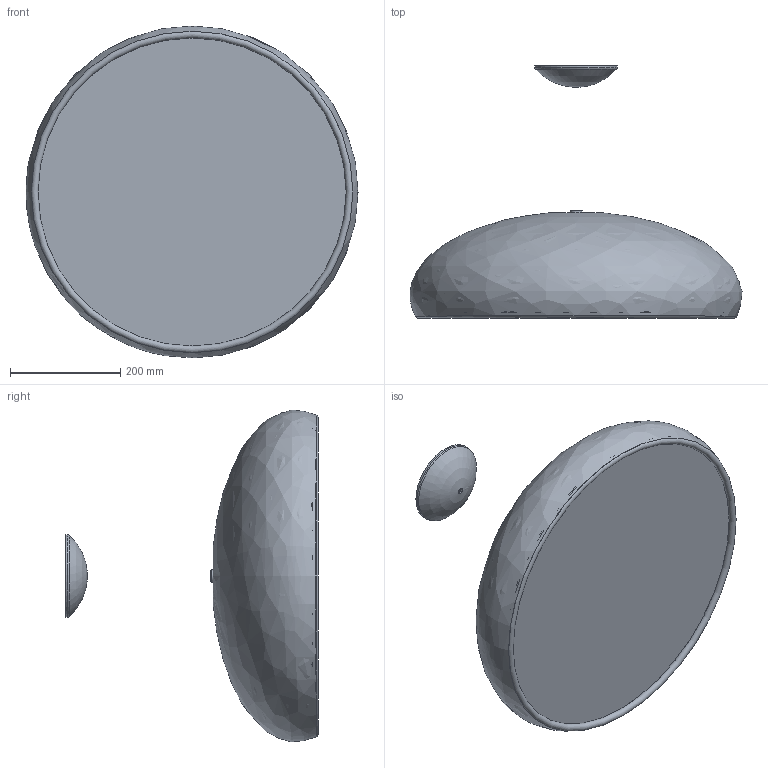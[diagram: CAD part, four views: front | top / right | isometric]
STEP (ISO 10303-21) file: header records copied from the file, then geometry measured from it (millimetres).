
FILE_DESCRIPTION(/* description */ (''),/* implementation_level */ '2;1');
FILE_NAME(/* name */ 'F419685350xxNE.stp',/* time_stamp */ '2020-01-21T12:11:13+01:00',/* author */ ('sghezzi'),/* organization */ (''),/* preprocessor_version */ 'ST-DEVELOPER v17.2',/* originating_system */ 'Autodesk Inventor 2019',/* authorisation */ '');
FILE_SCHEMA (('AUTOMOTIVE_DESIGN { 1 0 10303 214 3 1 1 }'));
Length unit declared in the file: millimetre
Products named in the file (17): Assieme 4196 con imbuto; 007419600 Piatta sopra con imbuto; 003419600 diff Pangen 582; Assieme Rosone nuovo Pangen; 007419612 USA; 003419601; 007419614; 007419616; 006080611_RACC_M.08.09.11-00_OTT_FRES; nuovo distanziale; Centro con imposta d.70; Coperchio centro con imposta; 007418804; 006600333 RONDELLA LI M10X1X40X2 ACCIAIO CR; 006358002; LAMPADINA LONGLIFE DULUX EL 20W (100W); PL_P10C_750V_E27_CERAMICO PER 4196
Assembly tree (21 placements, depth 3):
  Assieme 4196 con imbuto
    007419600 Piatta sopra con imbuto
    003419600 diff Pangen 582
    Assieme Rosone nuovo Pangen
      007419612 USA
      003419601
      007419614
      007419616
      006080611_RACC_M.08.09.11-00_OTT_FRES
    nuovo distanziale
    Centro con imposta d.70
    Coperchio centro con imposta
    007418804
    006600333 RONDELLA LI M10X1X40X2 ACCIAIO CR  x2
    006358002
    LAMPADINA LONGLIFE DULUX EL 20W (100W)  x3
    PL_P10C_750V_E27_CERAMICO PER 4196  x3
Bounding box: 602.71 x 458.24 x 602.43 mm (x, y, z)
Volume: 1923575.2 mm3; surface area: 2694444.8 mm2
Topology: 20 solids, 22 shells, 289 faces, 667 edges, 462 vertices
Faces by surface type: plane 141, cylinder 110, cone 21, bspline 9, torus 6, sphere 2
Full cylindrical faces by diameter (mm): 2.5 x2, 3 x3, 4 x9, 4.2 x1, 6 x1, 7 x2, 8 x2, 8.917 x2, 9 x2, 10 x9, 10.5 x3, 11 x18, 13 x1, 14.5 x1, 15 x2, 20 x1, 22 x1, 25 x3, 26 x3, 30 x3, 35 x6, 40 x2, 43 x3, 45 x1, 47 x2, 48.189 x3, 49 x1, 50 x2, 93 x1, 96 x2
Entity records: 8162 total; most frequent: CARTESIAN_POINT 2798, DIRECTION 1073, ORIENTED_EDGE 903, EDGE_CURVE 453, AXIS2_PLACEMENT_3D 444, VERTEX_POINT 312, EDGE_LOOP 265, CIRCLE 221
